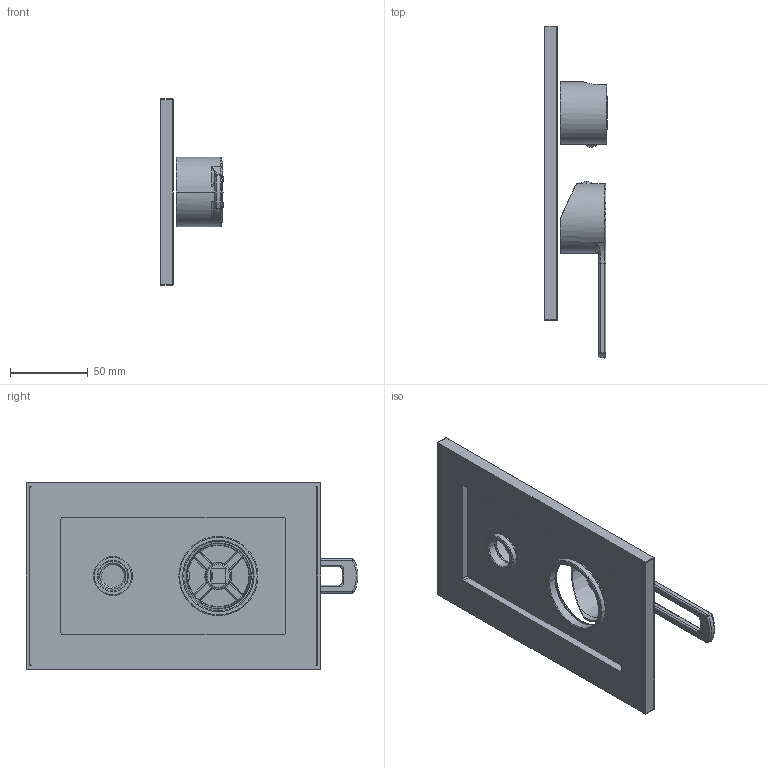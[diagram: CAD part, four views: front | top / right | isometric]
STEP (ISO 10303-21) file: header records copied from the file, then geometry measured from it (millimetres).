
FILE_DESCRIPTION((''),'2;1');
FILE_NAME('RIN018CREST','2021-11-05T08:54:57',('ut3'),('PAFFONI SpA'),'CREO PARAMETRIC BY PTC INC, 2020044','CREO PARAMETRIC BY PTC INC, 2020044','');
FILE_SCHEMA(('CONFIG_CONTROL_DESIGN','SHAPE_APPEARANCE_LAYERS_GROUPS'));
Length unit declared in the file: millimetre
Products named in the file (1): RIN018CREST
Bounding box: 40.35 x 214 x 120 mm (x, y, z)
Volume: 155078.2 mm3; surface area: 99558.2 mm2
Topology: 3 solids, 3 shells, 372 faces, 888 edges, 526 vertices
Faces by surface type: cylinder 126, plane 106, torus 60, sphere 29, cone 29, bspline 22
Entity records: 15892 total; most frequent: CARTESIAN_POINT 4631, DIRECTION 1879, ORIENTED_EDGE 1764, EDGE_CURVE 882, AXIS2_PLACEMENT_3D 764, VERTEX_POINT 526, CIRCLE 414, EDGE_LOOP 406
